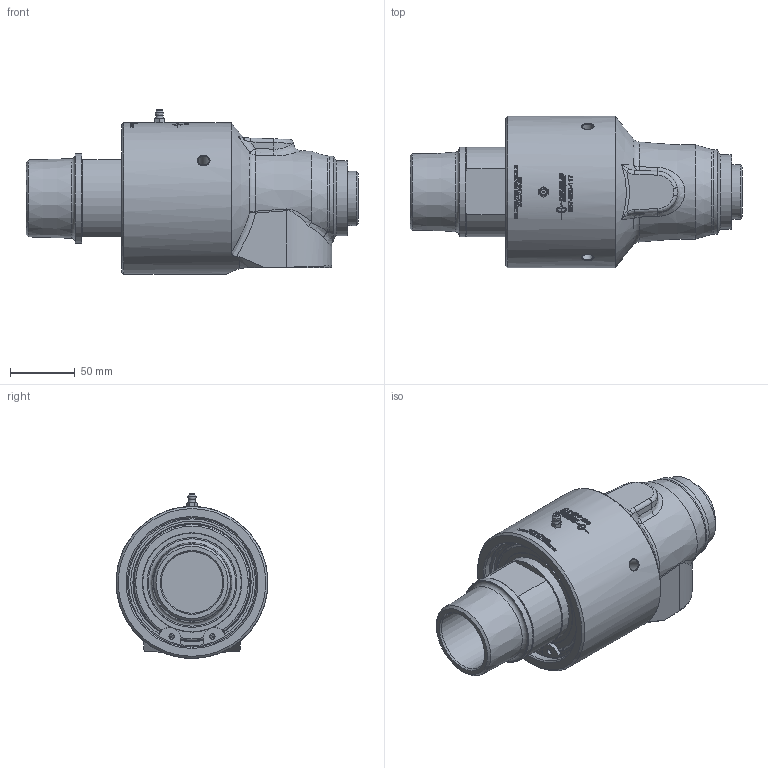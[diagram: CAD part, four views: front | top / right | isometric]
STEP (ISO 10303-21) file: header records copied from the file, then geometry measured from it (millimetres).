
FILE_DESCRIPTION(/* description */ (''),/* implementation_level */ '2;1');
FILE_NAME(/* name */ '657-050-117-IC.stp',/* time_stamp */ '2022-12-08T07:54:08+01:00',/* author */ ('mskipas'),/* organization */ (''),/* preprocessor_version */ 'ST-DEVELOPER v18.1',/* originating_system */ 'Autodesk Inventor 2022',/* authorisation */ '');
FILE_SCHEMA (('AUTOMOTIVE_DESIGN { 1 0 10303 214 3 1 1 }'));
Products named in the file (1): 657-000-116-IC
Bounding box: 256.98 x 117.5 x 127.49 mm (x, y, z)
Volume: 1434442 mm3; surface area: 130851.7 mm2
Topology: 2 solids, 7 shells, 1315 faces, 3491 edges, 2308 vertices
Faces by surface type: bspline 668, plane 427, cylinder 162, cone 39, torus 11, sphere 8
Full cylindrical faces by diameter (mm): 3 x2, 3.12 x2, 4.361 x2, 4.496 x1, 8.6 x3, 22.5 x1, 47.6 x1, 55.169 x1, 58 x1, 64.4 x1, 65 x1, 69.5 x2, 76.3 x1, 76.908 x1, 89.25 x1, 91.5 x1, 100 x1, 100.08 x2, 107.6 x1, 117.5 x1
Entity records: 55295 total; most frequent: CARTESIAN_POINT 26400, ORIENTED_EDGE 6966, DIRECTION 4046, EDGE_CURVE 3483, VERTEX_POINT 2308, EDGE_LOOP 1451, B_SPLINE_CURVE_WITH_KNOTS 1389, LINE 1358
